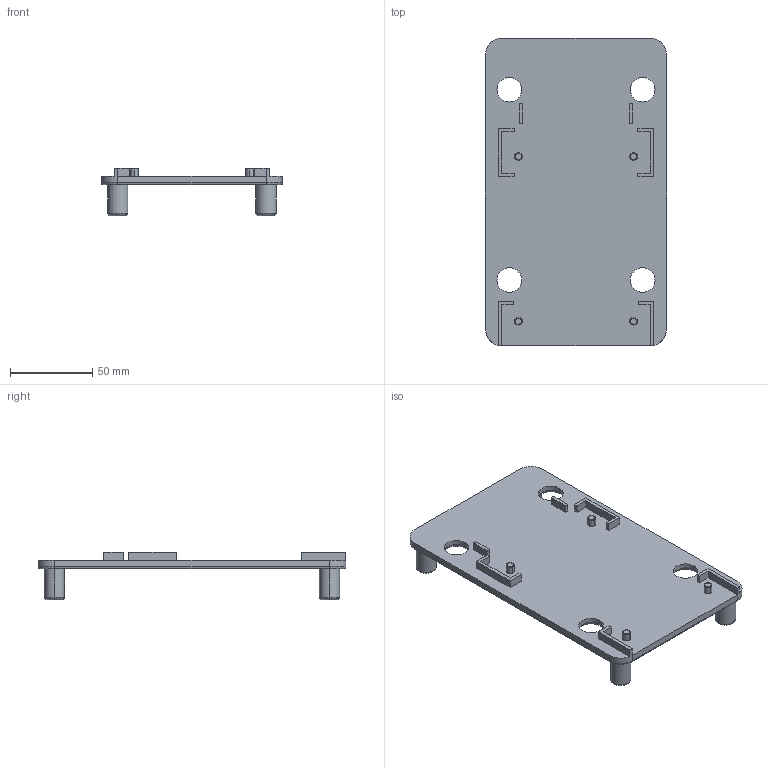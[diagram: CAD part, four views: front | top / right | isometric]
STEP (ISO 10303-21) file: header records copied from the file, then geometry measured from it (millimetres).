
FILE_DESCRIPTION((''),'2;1');
FILE_NAME('LAYER','2020-12-06T',('JHC'),(''),'CREO PARAMETRIC BY PTC INC, 2016130','CREO PARAMETRIC BY PTC INC, 2016130','');
FILE_SCHEMA(('CONFIG_CONTROL_DESIGN'));
Length unit declared in the file: millimetre
Products named in the file (1): LAYER
Bounding box: 110 x 187.1 x 29 mm (x, y, z)
Volume: 109736.7 mm3; surface area: 48028.3 mm2
Topology: 1 solids, 1 shells, 114 faces, 268 edges, 168 vertices
Faces by surface type: plane 54, cylinder 32, torus 28
Entity records: 3330 total; most frequent: DIRECTION 616, CARTESIAN_POINT 550, ORIENTED_EDGE 536, EDGE_CURVE 268, AXIS2_PLACEMENT_3D 234, VERTEX_POINT 168, VECTOR 148, LINE 148
